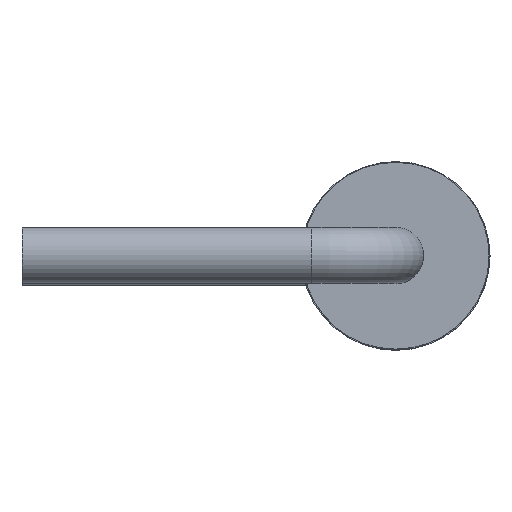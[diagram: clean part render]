
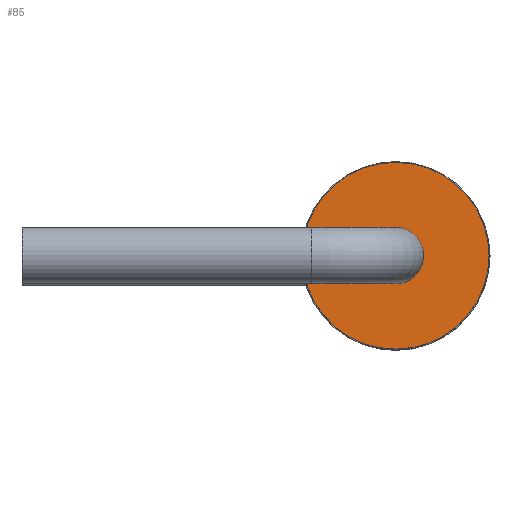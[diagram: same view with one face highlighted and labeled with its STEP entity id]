
A CAD part, top view. The second image highlights one B-rep face of the part: STEP entity #85.
In plain terms, the highlighted planar face has unit normal (0, 0, 1).
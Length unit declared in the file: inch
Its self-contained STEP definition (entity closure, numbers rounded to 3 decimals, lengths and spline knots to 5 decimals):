
#69=CARTESIAN_POINT('',(0.,0.,0.3));
#70=DIRECTION('',(0.,0.,-1.));
#71=DIRECTION('',(-1.,0.,0.));
#72=AXIS2_PLACEMENT_3D('',#69,#70,#71);
#73=CIRCLE('',#72,0.05);
#74=EDGE_CURVE('',#76,#76,#73,.T.);
#75=CARTESIAN_POINT('',(-0.05,0.,0.3));
#76=VERTEX_POINT('',#75);
#77=ORIENTED_EDGE('',*,*,#74,.F.);
#78=EDGE_LOOP('',(#77));
#79=FACE_BOUND('',#78,.T.);
#80=CARTESIAN_POINT('',(0.,0.,0.3));
#81=DIRECTION('',(0.,0.,1.));
#82=DIRECTION('',(1.,0.,0.));
#83=AXIS2_PLACEMENT_3D('',#80,#81,#82);
#84=PLANE('',#83);
#85=ADVANCED_FACE('',(#79),#84,.T.);
